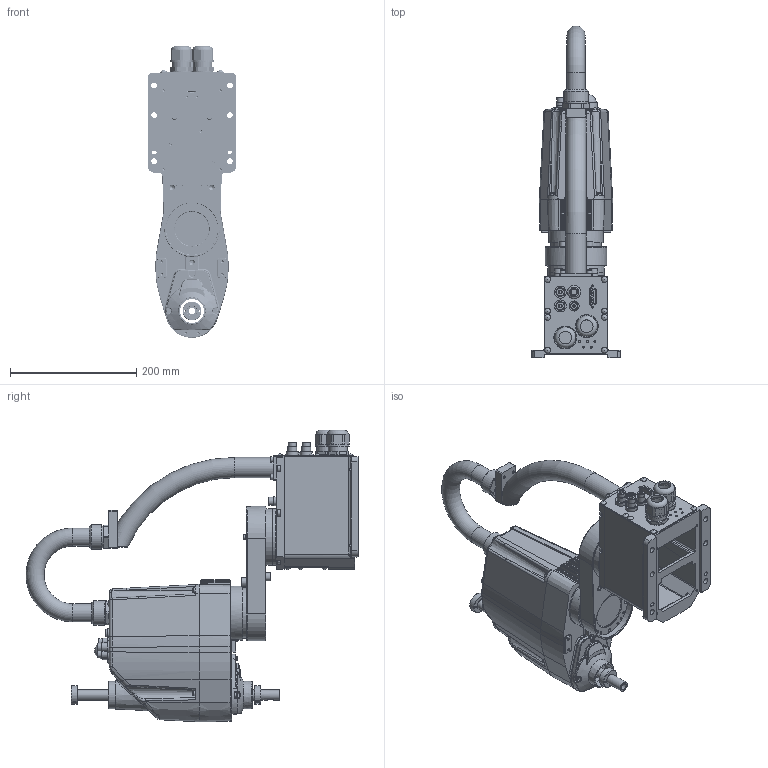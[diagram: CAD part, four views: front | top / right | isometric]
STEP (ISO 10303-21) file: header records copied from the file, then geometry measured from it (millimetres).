
FILE_DESCRIPTION(/* description */ (''),/* implementation_level */ '2;1');
FILE_NAME(/* name */ 'SCARA - Robot v2.step',/* time_stamp */ '2022-10-26T10:36:44+05:30',/* author */ (''),/* organization */ (''),/* preprocessor_version */ 'ST-DEVELOPER v19',/* originating_system */ 'Autodesk Translation Framework v11.7.0.108',/* authorisation */ '');
FILE_SCHEMA (('AUTOMOTIVE_DESIGN { 1 0 10303 214 3 1 1 }'));
Products named in the file (2): SCARA - Robot; scara
Assembly tree (1 placements, depth 2):
  SCARA - Robot
    scara
Bounding box: 140 x 525.45 x 461.35 mm (x, y, z)
Volume: 2165857.5 mm3; surface area: 840442.4 mm2
Topology: 5 solids, 9 shells, 2779 faces, 6464 edges, 3979 vertices
Faces by surface type: plane 1148, cylinder 904, bspline 301, cone 200, torus 115, sphere 111
Full cylindrical faces by diameter (mm): 1 x30, 2 x1, 2.2 x1, 2.5 x22, 3.1 x4, 3.15 x4, 3.2 x2, 3.3 x62, 3.4 x16, 3.5 x55, 4 x10, 4.2 x7, 4.5 x9, 5 x4, 5.5 x4, 6 x13, 6.5 x16, 6.8 x5, 7 x9, 8 x3, 8.5 x4, 9 x9, 10 x11, 10.5 x2, 11 x2, 12 x6, 12.5 x10, 13 x5, 14 x11, 14.5 x3
Entity records: 111442 total; most frequent: CARTESIAN_POINT 45317, DIRECTION 13393, ORIENTED_EDGE 12824, EDGE_CURVE 6412, AXIS2_PLACEMENT_3D 5131, VERTEX_POINT 3979, EDGE_LOOP 3375, LINE 3131
